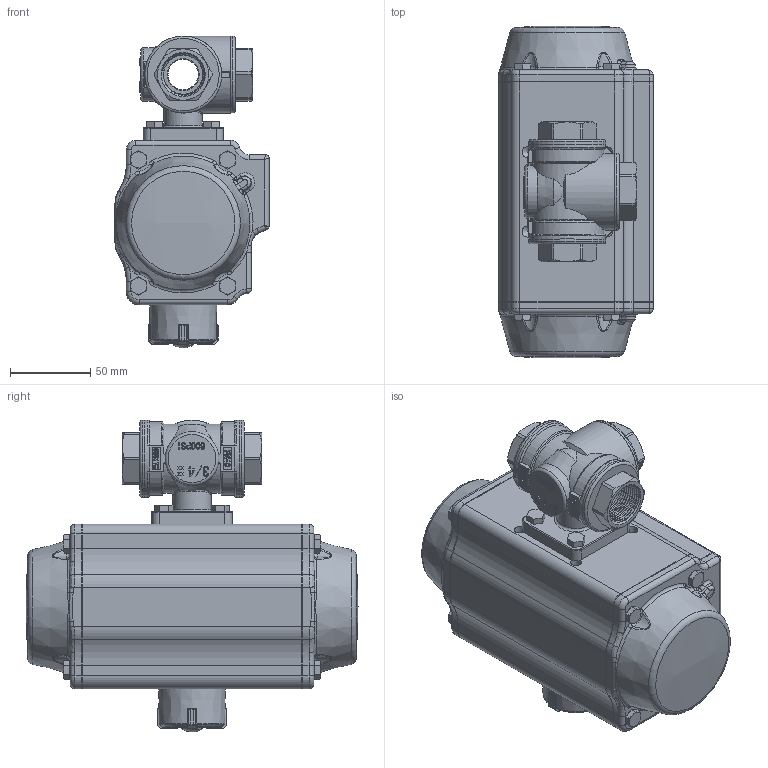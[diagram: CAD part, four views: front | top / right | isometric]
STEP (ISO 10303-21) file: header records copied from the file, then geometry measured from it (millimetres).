
FILE_DESCRIPTION(/* description */ ('Unknown','CAx-IF Rec.Pracs.---Representation and Presentation of Product Manufacturing Information (PMI)---4.0---2014-10-13','CAx-IF Rec.Pracs.---3D Tessellated Geometry---0.4---2014-09-14','2;1'),/* implementation_level */ '2;1');
FILE_NAME(/* name */ 'FR03 0837_0838-05',/* time_stamp */ '2023-10-31T09:36:29+01:00',/* author */ ('Unknown'),/* organization */ ('Unknown'),/* preprocessor_version */ 'ST-DEVELOPER v18.102',/* originating_system */ 'Solid Edge',/* authorisation */ 'Unknown');
FILE_SCHEMA (('AP242_MANAGED_MODEL_BASED_3D_ENGINEERING_MIM_LF { 1 0 10303 442 1 1 4 }'));
Products named in the file (14): FR03 0837_0838-05; 2.330_335.020; 002; 001; 005; DW04_FR03_(DW70_FR52); ____; ________(___________; _____________; ______; hex head bolts-full thread grade c gb_GB_FASTENER_BOLT_HHBFTC M6X20-N; cup head nib bolts with large head gb_GB_FASTENER_BOLT_CHNBW M6X25-N; KP-75; DIN558_M_6x16.1.3
Assembly tree (26 placements, depth 4):
  FR03 0837_0838-05
    2.330_335.020
      002  x3
      001
      005
    DW04_FR03_(DW70_FR52)
      ____
        ________(___________  x2
        _____________  x2
        ______
      hex head bolts-full thread grade c gb_GB_FASTENER_BOLT_HHBFTC M6X20-N  x8
      cup head nib bolts with large head gb_GB_FASTENER_BOLT_CHNBW M6X25-N
      KP-75
    DIN558_M_6x16.1.3  x3
Bounding box: 96 x 206.95 x 194.41 mm (x, y, z)
Volume: 1684981.6 mm3; surface area: 166095.8 mm2
Topology: 23 solids, 23 shells, 1612 faces, 4002 edges, 2497 vertices
Faces by surface type: plane 622, cylinder 424, bspline 238, cone 180, torus 128, sphere 20
Full cylindrical faces by diameter (mm): 3 x18, 3.3 x8, 4.2 x9, 4.66 x1, 5 x13, 6 x12, 6.2 x1, 6.8 x4, 7 x3, 8.8 x2, 9.8 x2, 13 x4, 15 x1, 16 x1, 18 x1, 19 x3, 21.8 x1, 24 x1, 24.5 x24, 24.6 x1, 28 x4, 32 x2, 33.5 x1, 34 x3, 38.5 x1, 39 x3, 39.5 x6, 42 x3, 48 x6
Entity records: 51623 total; most frequent: CARTESIAN_POINT 24391, ORIENTED_EDGE 5638, DIRECTION 5151, EDGE_CURVE 2819, AXIS2_PLACEMENT_3D 1894, VERTEX_POINT 1885, FACE_BOUND 1472, EDGE_LOOP 1444
